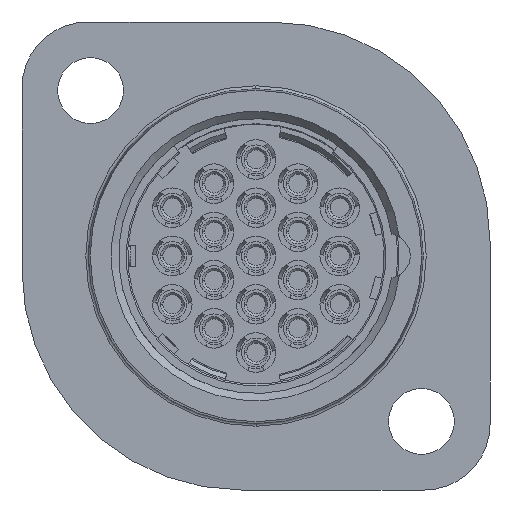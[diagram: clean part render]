
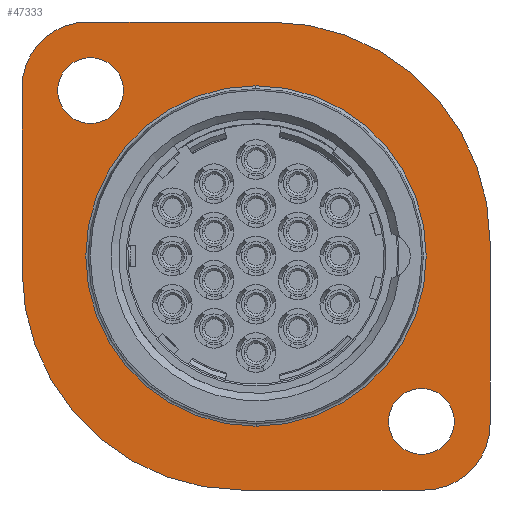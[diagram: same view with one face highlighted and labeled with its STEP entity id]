
A CAD part, left-side view. The second image highlights one B-rep face of the part: STEP entity #47333.
In plain terms, the highlighted planar face has unit normal (-1, 0, 0).
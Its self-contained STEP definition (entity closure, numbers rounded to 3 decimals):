
#190=CARTESIAN_POINT('',(-5.7,0.98,-1.));
#191=DIRECTION('',(-1.,0.,0.));
#192=DIRECTION('',(0.,1.,0.));
#193=AXIS2_PLACEMENT_3D('',#190,#191,#192);
#195=CARTESIAN_POINT('',(-5.7,11.48,11.5));
#196=DIRECTION('',(-1.,0.,0.));
#197=DIRECTION('',(0.,0.,1.));
#198=AXIS2_PLACEMENT_3D('',#195,#196,#197);
#200=CARTESIAN_POINT('',(-5.7,-1.02,1.));
#201=DIRECTION('',(-1.,0.,0.));
#202=DIRECTION('',(0.,-1.,0.));
#203=AXIS2_PLACEMENT_3D('',#200,#201,#202);
#205=CARTESIAN_POINT('',(-5.7,-11.52,-11.5));
#206=DIRECTION('',(-1.,0.,0.));
#207=DIRECTION('',(0.,0.,-1.));
#208=AXIS2_PLACEMENT_3D('',#205,#206,#207);
#210=CARTESIAN_POINT('',(-5.7,11.294,11.314));
#211=DIRECTION('',(1.,0.,0.));
#212=DIRECTION('',(0.,0.,-1.));
#213=AXIS2_PLACEMENT_3D('',#210,#211,#212);
#215=CARTESIAN_POINT('',(-5.7,11.294,11.314));
#216=DIRECTION('',(1.,0.,0.));
#217=DIRECTION('',(0.,0.,1.));
#218=AXIS2_PLACEMENT_3D('',#215,#216,#217);
#220=CARTESIAN_POINT('',(-5.7,-11.334,-11.314));
#221=DIRECTION('',(1.,0.,0.));
#222=DIRECTION('',(0.,0.,-1.));
#223=AXIS2_PLACEMENT_3D('',#220,#221,#222);
#225=CARTESIAN_POINT('',(-5.7,-11.334,-11.314));
#226=DIRECTION('',(1.,0.,0.));
#227=DIRECTION('',(0.,0.,1.));
#228=AXIS2_PLACEMENT_3D('',#225,#226,#227);
#230=CARTESIAN_POINT('',(-5.7,-0.02,0.));
#231=DIRECTION('',(1.,0.,0.));
#232=DIRECTION('',(0.,0.,1.));
#233=AXIS2_PLACEMENT_3D('',#230,#231,#232);
#235=CARTESIAN_POINT('',(-5.7,-0.02,0.));
#236=DIRECTION('',(1.,0.,0.));
#237=DIRECTION('',(0.,0.,-1.));
#238=AXIS2_PLACEMENT_3D('',#235,#236,#237);
#294=DIRECTION('',(0.,-1.,0.));
#295=VECTOR('',#294,12.5);
#296=CARTESIAN_POINT('',(-5.7,0.98,-16.));
#297=LINE('3772',#296,#295);
#318=DIRECTION('',(0.,0.,1.));
#319=VECTOR('',#318,12.5);
#320=CARTESIAN_POINT('',(-5.7,-16.02,-11.5));
#321=LINE('3765',#320,#319);
#326=DIRECTION('',(0.,1.,0.));
#327=VECTOR('',#326,12.5);
#328=CARTESIAN_POINT('',(-5.7,-1.02,16.));
#329=LINE('3767',#328,#327);
#350=DIRECTION('',(0.,0.,-1.));
#351=VECTOR('',#350,12.5);
#352=CARTESIAN_POINT('',(-5.7,15.98,11.5));
#353=LINE('3769',#352,#351);
#38601=CARTESIAN_POINT('',(-5.7,-11.52,-16.));
#38602=VERTEX_POINT('',#38601);
#38603=CARTESIAN_POINT('',(-5.7,-16.02,-11.5));
#38604=VERTEX_POINT('',#38603);
#38609=CARTESIAN_POINT('',(-5.7,11.48,16.));
#38610=VERTEX_POINT('',#38609);
#38611=CARTESIAN_POINT('',(-5.7,15.98,11.5));
#38612=VERTEX_POINT('',#38611);
#38617=CARTESIAN_POINT('',(-5.7,15.98,-1.));
#38618=VERTEX_POINT('',#38617);
#38619=CARTESIAN_POINT('',(-5.7,0.98,-16.));
#38620=VERTEX_POINT('',#38619);
#38625=CARTESIAN_POINT('',(-5.7,-16.02,1.));
#38626=VERTEX_POINT('',#38625);
#38627=CARTESIAN_POINT('',(-5.7,-1.02,16.));
#38628=VERTEX_POINT('',#38627);
#38637=CARTESIAN_POINT('',(-5.7,11.294,9.064));
#38638=CARTESIAN_POINT('',(-5.7,11.294,13.564));
#38639=VERTEX_POINT('',#38637);
#38640=VERTEX_POINT('',#38638);
#38641=CARTESIAN_POINT('',(-5.7,-11.334,-13.564));
#38642=CARTESIAN_POINT('',(-5.7,-11.334,-9.064));
#38643=VERTEX_POINT('',#38641);
#38644=VERTEX_POINT('',#38642);
#38742=CARTESIAN_POINT('',(-5.7,-0.02,11.64));
#38743=CARTESIAN_POINT('',(-5.7,-0.02,-11.64));
#38744=VERTEX_POINT('',#38742);
#38745=VERTEX_POINT('',#38743);
#47294=CARTESIAN_POINT('',(-5.7,-0.02,0.));
#47295=DIRECTION('',(-1.,0.,0.));
#47296=DIRECTION('',(0.,1.,0.));
#47297=AXIS2_PLACEMENT_3D('',#47294,#47295,#47296);
#47298=PLANE('276',#47297);
#47300=ORIENTED_EDGE('3759',*,*,#47299,.F.);
#47302=ORIENTED_EDGE('3769',*,*,#47301,.F.);
#47304=ORIENTED_EDGE('3755',*,*,#47303,.F.);
#47306=ORIENTED_EDGE('3767',*,*,#47305,.F.);
#47308=ORIENTED_EDGE('3763',*,*,#47307,.F.);
#47310=ORIENTED_EDGE('3765',*,*,#47309,.F.);
#47312=ORIENTED_EDGE('3751',*,*,#47311,.F.);
#47314=ORIENTED_EDGE('3772',*,*,#47313,.F.);
#47315=EDGE_LOOP('276',(#47300,#47302,#47304,#47306,#47308,#47310,#47312,
#47314));
#47316=FACE_OUTER_BOUND('276',#47315,.F.);
#47318=ORIENTED_EDGE('3777',*,*,#47317,.F.);
#47320=ORIENTED_EDGE('3778',*,*,#47319,.F.);
#47321=EDGE_LOOP('276',(#47318,#47320));
#47322=FACE_BOUND('276',#47321,.F.);
#47324=ORIENTED_EDGE('3779',*,*,#47323,.F.);
#47326=ORIENTED_EDGE('3780',*,*,#47325,.F.);
#47327=EDGE_LOOP('276',(#47324,#47326));
#47328=FACE_BOUND('276',#47327,.F.);
#47329=ORIENTED_EDGE('3885',*,*,#47262,.F.);
#47330=ORIENTED_EDGE('3887',*,*,#47240,.F.);
#47331=EDGE_LOOP('276',(#47329,#47330));
#47332=FACE_BOUND('276',#47331,.F.);
#194=CIRCLE('3759',#193,15.);
#199=CIRCLE('3755',#198,4.5);
#204=CIRCLE('3763',#203,15.);
#209=CIRCLE('3751',#208,4.5);
#214=CIRCLE('3777',#213,2.25);
#219=CIRCLE('3778',#218,2.25);
#224=CIRCLE('3779',#223,2.25);
#229=CIRCLE('3780',#228,2.25);
#234=CIRCLE('3885',#233,11.64);
#239=CIRCLE('3887',#238,11.64);
#47240=EDGE_CURVE('3887',#38745,#38744,#239,.T.);
#47262=EDGE_CURVE('3885',#38744,#38745,#234,.T.);
#47299=EDGE_CURVE('3759',#38618,#38620,#194,.T.);
#47301=EDGE_CURVE('3769',#38612,#38618,#353,.T.);
#47303=EDGE_CURVE('3755',#38610,#38612,#199,.T.);
#47305=EDGE_CURVE('3767',#38628,#38610,#329,.T.);
#47307=EDGE_CURVE('3763',#38626,#38628,#204,.T.);
#47309=EDGE_CURVE('3765',#38604,#38626,#321,.T.);
#47311=EDGE_CURVE('3751',#38602,#38604,#209,.T.);
#47313=EDGE_CURVE('3772',#38620,#38602,#297,.T.);
#47317=EDGE_CURVE('3777',#38639,#38640,#214,.T.);
#47319=EDGE_CURVE('3778',#38640,#38639,#219,.T.);
#47323=EDGE_CURVE('3779',#38643,#38644,#224,.T.);
#47325=EDGE_CURVE('3780',#38644,#38643,#229,.T.);
#47333=ADVANCED_FACE('276',(#47316,#47322,#47328,#47332),#47298,.T.);
